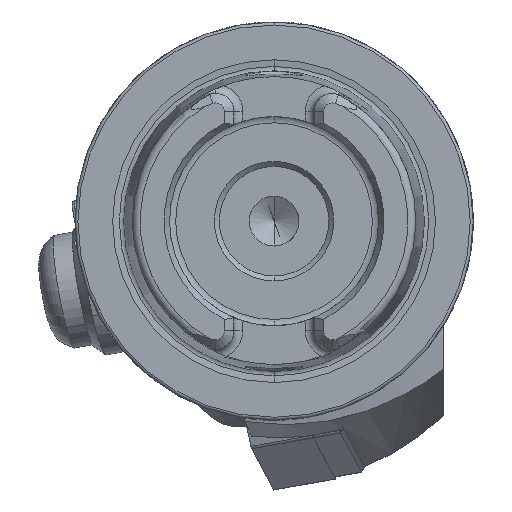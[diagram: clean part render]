
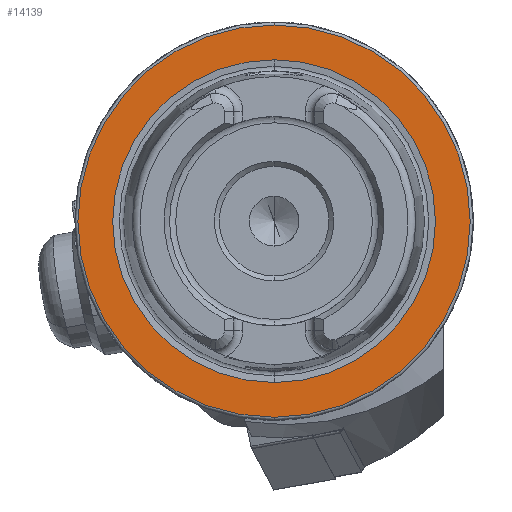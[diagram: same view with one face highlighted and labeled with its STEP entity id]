
A CAD part, left-side view. The second image highlights one B-rep face of the part: STEP entity #14139.
In plain terms, the highlighted planar face has unit normal (-1, 0, 0).
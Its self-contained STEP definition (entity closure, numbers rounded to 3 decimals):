
#1709 = CIRCLE ( 'NONE', #3950, 16.207 ) ;
#1868 = VERTEX_POINT ( 'NONE', #16996 ) ;
#2110 = CARTESIAN_POINT ( 'NONE',  ( 0., 0., 0. ) ) ;
#2600 = DIRECTION ( 'NONE',  ( 0., 0., 1. ) ) ;
#3059 = CIRCLE ( 'NONE', #12350, 19.7 ) ;
#3089 = DIRECTION ( 'NONE',  ( 1., 0., 0. ) ) ;
#3804 = CIRCLE ( 'NONE', #17083, 19.7 ) ;
#3947 = CIRCLE ( 'NONE', #13256, 16.207 ) ;
#3950 = AXIS2_PLACEMENT_3D ( 'NONE', #7178, #4368, #5600 ) ;
#4068 = VERTEX_POINT ( 'NONE', #10057 ) ;
#4368 = DIRECTION ( 'NONE',  ( -1., 0., 0. ) ) ;
#4966 = DIRECTION ( 'NONE',  ( -1., 0., 0. ) ) ;
#5137 = EDGE_LOOP ( 'NONE', ( #5310, #7079 ) ) ;
#5310 = ORIENTED_EDGE ( 'NONE', *, *, #10357, .T. ) ;
#5600 = DIRECTION ( 'NONE',  ( 0., 0., 1. ) ) ;
#5691 = DIRECTION ( 'NONE',  ( 0., 0., -1. ) ) ;
#6150 = EDGE_CURVE ( 'NONE', #4068, #1868, #1709, .T. ) ;
#6867 = ORIENTED_EDGE ( 'NONE', *, *, #7595, .F. ) ;
#6887 = VERTEX_POINT ( 'NONE', #11781 ) ;
#7079 = ORIENTED_EDGE ( 'NONE', *, *, #8508, .T. ) ;
#7178 = CARTESIAN_POINT ( 'NONE',  ( 0., 0., 0. ) ) ;
#7595 = EDGE_CURVE ( 'NONE', #1868, #4068, #3947, .T. ) ;
#7684 = CARTESIAN_POINT ( 'NONE',  ( 0., 0., 0. ) ) ;
#8341 = CARTESIAN_POINT ( 'NONE',  ( 0., 19.7, 0. ) ) ;
#8508 = EDGE_CURVE ( 'NONE', #11254, #6887, #3804, .T. ) ;
#8795 = DIRECTION ( 'NONE',  ( 0., 0., 1. ) ) ;
#9050 = AXIS2_PLACEMENT_3D ( 'NONE', #8341, #3089, #5691 ) ;
#10057 = CARTESIAN_POINT ( 'NONE',  ( 0., 0., -16.207 ) ) ;
#10357 = EDGE_CURVE ( 'NONE', #6887, #11254, #3059, .T. ) ;
#10587 = DIRECTION ( 'NONE',  ( 0., 0., 1. ) ) ;
#11254 = VERTEX_POINT ( 'NONE', #14915 ) ;
#11781 = CARTESIAN_POINT ( 'NONE',  ( 0., 0., 19.7 ) ) ;
#11990 = FACE_OUTER_BOUND ( 'NONE', #5137, .T. ) ;
#12350 = AXIS2_PLACEMENT_3D ( 'NONE', #14654, #17293, #10587 ) ;
#13256 = AXIS2_PLACEMENT_3D ( 'NONE', #2110, #13949, #8795 ) ;
#13715 = ORIENTED_EDGE ( 'NONE', *, *, #6150, .F. ) ;
#13949 = DIRECTION ( 'NONE',  ( -1., 0., 0. ) ) ;
#14139 = ADVANCED_FACE ( 'NONE', ( #16410, #11990 ), #17363, .F. ) ;
#14654 = CARTESIAN_POINT ( 'NONE',  ( 0., 0., 0. ) ) ;
#14915 = CARTESIAN_POINT ( 'NONE',  ( 0., 0., -19.7 ) ) ;
#15533 = EDGE_LOOP ( 'NONE', ( #6867, #13715 ) ) ;
#16410 = FACE_BOUND ( 'NONE', #15533, .T. ) ;
#16996 = CARTESIAN_POINT ( 'NONE',  ( 0., 0., 16.207 ) ) ;
#17083 = AXIS2_PLACEMENT_3D ( 'NONE', #7684, #4966, #2600 ) ;
#17293 = DIRECTION ( 'NONE',  ( -1., 0., 0. ) ) ;
#17363 = PLANE ( 'NONE',  #9050 ) ;
